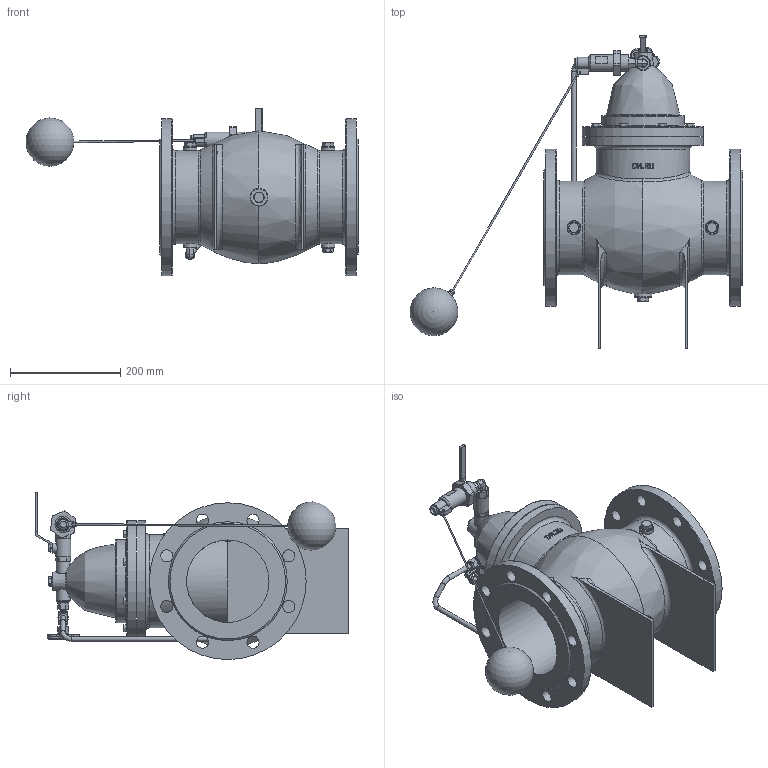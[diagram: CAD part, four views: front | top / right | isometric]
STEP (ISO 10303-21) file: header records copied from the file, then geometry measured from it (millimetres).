
FILE_DESCRIPTION(/* description */ (''),/* implementation_level */ '2;1');
FILE_NAME(/* name */ 'DN150_3D_STEP.stp',/* time_stamp */ '2024-12-23T07:02:02+03:00',/* author */ ('igorr'),/* organization */ (''),/* preprocessor_version */ 'ST-DEVELOPER v20',/* originating_system */ 'Autodesk Inventor 2025',/* authorisation */ '');
FILE_SCHEMA (('AUTOMOTIVE_DESIGN { 1 0 10303 214 3 1 1 }'));
Products named in the file (12): Сборка; Деталь1; AS 1110 - M10 x 25; Деталь6; Parker, концы труб внутренний-
внутренний XV500P XV500P-6; Деталь2; Parker, входящее колено 
169C-269C 169C-6-6; Parker A-Lok - дробная трубная 
3/8; Деталь3; AS 1110 - M8 x 12; AS 1110 - M12 x 20; Деталь4
Assembly tree (22 placements, depth 2):
  Сборка
    Деталь1
    AS 1110 - M10 x 25
    Деталь6
    Parker, концы труб внутренний-
внутренний XV500P XV500P-6
    Parker, входящее колено 
169C-269C 169C-6-6  x2
    Деталь2
    Parker A-Lok - дробная трубная 
3/8
    Деталь3
    AS 1110 - M8 x 12  x8
    AS 1110 - M12 x 20  x4
    Деталь4
Bounding box: 603.41 x 570 x 303.93 mm (x, y, z)
Volume: 12605511.1 mm3; surface area: 1060001 mm2
Topology: 22 solids, 23 shells, 955 faces, 2217 edges, 1378 vertices
Faces by surface type: plane 523, cylinder 196, cone 153, bspline 43, torus 35, sphere 5
Full cylindrical faces by diameter (mm): 3 x3, 6 x1, 7.137 x2, 7.734 x1, 7.925 x4, 8 x8, 9 x14, 9.525 x4, 10 x1, 11.906 x2, 12 x5, 12.573 x3, 13 x14, 14.254 x3, 14.287 x2, 16 x1, 16.016 x2, 16.967 x3, 18 x5, 18.047 x1, 22 x16, 23.884 x1, 25 x6, 27.496 x1, 30 x2, 32.233 x2, 64.636 x1, 150 x1, 150.546 x1, 170 x3
Entity records: 23778 total; most frequent: CARTESIAN_POINT 7498, DIRECTION 3220, ORIENTED_EDGE 3182, EDGE_CURVE 1591, AXIS2_PLACEMENT_3D 1238, VERTEX_POINT 1012, EDGE_LOOP 799, LINE 744
